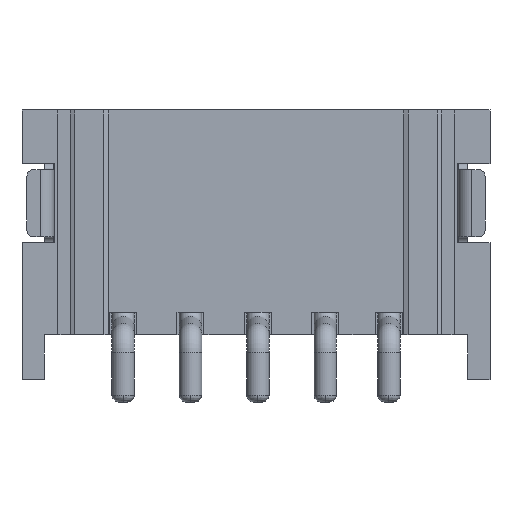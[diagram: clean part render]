
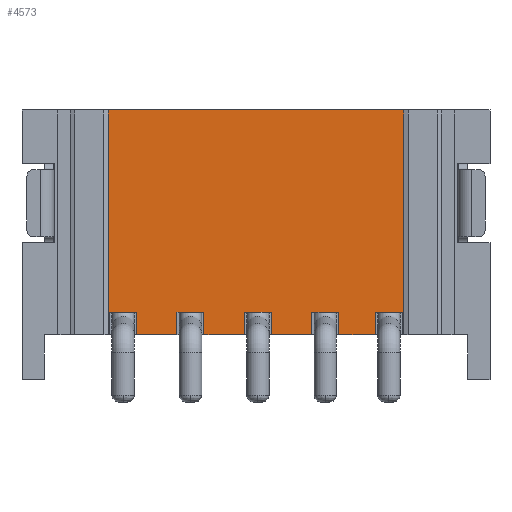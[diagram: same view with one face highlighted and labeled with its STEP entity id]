
A CAD part, front view. The second image highlights one B-rep face of the part: STEP entity #4573.
In plain terms, the highlighted planar face has unit normal (0, -1, 0).
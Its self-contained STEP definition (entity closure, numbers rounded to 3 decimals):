
#2=DIRECTION('',(1.,0.,0.));
#3=VECTOR('',#2,0.817);
#4=CARTESIAN_POINT('',(318.405,-60.455,-5.5));
#5=LINE('',#4,#3);
#50=DIRECTION('',(1.,0.,0.));
#51=VECTOR('',#50,0.9);
#52=CARTESIAN_POINT('',(313.905,-60.455,-5.5));
#53=LINE('',#52,#51);
#58=DIRECTION('',(1.,0.,0.));
#59=VECTOR('',#58,0.9);
#60=CARTESIAN_POINT('',(315.405,-60.455,-5.5));
#61=LINE('',#60,#59);
#66=DIRECTION('',(1.,0.,0.));
#67=VECTOR('',#66,0.9);
#68=CARTESIAN_POINT('',(316.905,-60.455,-5.5));
#69=LINE('',#68,#67);
#74=DIRECTION('',(1.,0.,0.));
#75=VECTOR('',#74,6.567);
#76=CARTESIAN_POINT('',(313.28,-60.455,-0.5));
#77=LINE('',#76,#75);
#78=DIRECTION('',(0.,0.,1.));
#79=VECTOR('',#78,5.);
#80=CARTESIAN_POINT('',(319.847,-60.455,-5.5));
#81=LINE('',#80,#79);
#82=DIRECTION('',(1.,0.,0.));
#83=VECTOR('',#82,0.025);
#84=CARTESIAN_POINT('',(319.822,-60.455,-5.5));
#85=LINE('',#84,#83);
#86=DIRECTION('',(0.,0.,-1.));
#87=VECTOR('',#86,0.5);
#88=CARTESIAN_POINT('',(319.822,-60.455,-5.));
#89=LINE('',#88,#87);
#90=DIRECTION('',(1.,0.,0.));
#91=VECTOR('',#90,0.6);
#92=CARTESIAN_POINT('',(319.222,-60.455,-5.));
#93=LINE('',#92,#91);
#94=DIRECTION('',(0.,0.,1.));
#95=VECTOR('',#94,0.5);
#96=CARTESIAN_POINT('',(319.222,-60.455,-5.5));
#97=LINE('',#96,#95);
#98=DIRECTION('',(0.,0.,-1.));
#99=VECTOR('',#98,0.5);
#100=CARTESIAN_POINT('',(318.405,-60.455,-5.));
#101=LINE('',#100,#99);
#102=DIRECTION('',(1.,0.,0.));
#103=VECTOR('',#102,0.6);
#104=CARTESIAN_POINT('',(317.805,-60.455,-5.));
#105=LINE('',#104,#103);
#106=DIRECTION('',(0.,0.,1.));
#107=VECTOR('',#106,0.5);
#108=CARTESIAN_POINT('',(317.805,-60.455,-5.5));
#109=LINE('',#108,#107);
#110=DIRECTION('',(0.,0.,-1.));
#111=VECTOR('',#110,0.5);
#112=CARTESIAN_POINT('',(316.905,-60.455,-5.));
#113=LINE('',#112,#111);
#114=DIRECTION('',(1.,0.,0.));
#115=VECTOR('',#114,0.6);
#116=CARTESIAN_POINT('',(316.305,-60.455,-5.));
#117=LINE('',#116,#115);
#118=DIRECTION('',(0.,0.,1.));
#119=VECTOR('',#118,0.5);
#120=CARTESIAN_POINT('',(316.305,-60.455,-5.5));
#121=LINE('',#120,#119);
#122=DIRECTION('',(0.,0.,-1.));
#123=VECTOR('',#122,0.5);
#124=CARTESIAN_POINT('',(315.405,-60.455,-5.));
#125=LINE('',#124,#123);
#126=DIRECTION('',(1.,0.,0.));
#127=VECTOR('',#126,0.6);
#128=CARTESIAN_POINT('',(314.805,-60.455,-5.));
#129=LINE('',#128,#127);
#130=DIRECTION('',(0.,0.,1.));
#131=VECTOR('',#130,0.5);
#132=CARTESIAN_POINT('',(314.805,-60.455,-5.5));
#133=LINE('',#132,#131);
#134=DIRECTION('',(0.,0.,-1.));
#135=VECTOR('',#134,0.5);
#136=CARTESIAN_POINT('',(313.905,-60.455,-5.));
#137=LINE('',#136,#135);
#138=DIRECTION('',(1.,0.,0.));
#139=VECTOR('',#138,0.6);
#140=CARTESIAN_POINT('',(313.305,-60.455,-5.));
#141=LINE('',#140,#139);
#142=DIRECTION('',(0.,0.,1.));
#143=VECTOR('',#142,0.5);
#144=CARTESIAN_POINT('',(313.305,-60.455,-5.5));
#145=LINE('',#144,#143);
#146=DIRECTION('',(1.,0.,0.));
#147=VECTOR('',#146,0.025);
#148=CARTESIAN_POINT('',(313.28,-60.455,-5.5));
#149=LINE('',#148,#147);
#2270=DIRECTION('',(0.,0.,1.));
#2271=VECTOR('',#2270,5.);
#2272=CARTESIAN_POINT('',(313.28,-60.455,-5.5));
#2273=LINE('',#2272,#2271);
#3457=CARTESIAN_POINT('',(313.305,-60.455,
-5.));
#3459=VERTEX_POINT('',#3457);
#3462=CARTESIAN_POINT('',(313.305,-60.455,-5.5));
#3463=VERTEX_POINT('',#3462);
#3504=CARTESIAN_POINT('',(313.905,-60.455,
-5.));
#3505=CARTESIAN_POINT('',(313.905,-60.455,-5.5));
#3506=VERTEX_POINT('',#3504);
#3507=VERTEX_POINT('',#3505);
#3545=CARTESIAN_POINT('',(313.28,-60.455,-0.5));
#3547=VERTEX_POINT('',#3545);
#3576=CARTESIAN_POINT('',(313.28,-60.455,-5.5));
#3577=VERTEX_POINT('',#3576);
#4000=CARTESIAN_POINT('',(319.847,-60.455,-0.5));
#4002=VERTEX_POINT('',#4000);
#4006=CARTESIAN_POINT('',(319.847,-60.455,-5.5));
#4007=VERTEX_POINT('',#4006);
#4090=CARTESIAN_POINT('',(319.822,-60.455,
-5.));
#4091=CARTESIAN_POINT('',(319.822,-60.455,-5.5));
#4092=VERTEX_POINT('',#4090);
#4093=VERTEX_POINT('',#4091);
#4094=CARTESIAN_POINT('',(319.222,-60.455,
-5.));
#4095=VERTEX_POINT('',#4094);
#4096=CARTESIAN_POINT('',(319.222,-60.455,-5.5));
#4097=VERTEX_POINT('',#4096);
#4231=CARTESIAN_POINT('',(314.805,-60.455,
-5.));
#4232=VERTEX_POINT('',#4231);
#4233=CARTESIAN_POINT('',(314.805,-60.455,-5.5));
#4234=VERTEX_POINT('',#4233);
#4239=CARTESIAN_POINT('',(315.405,-60.455,
-5.));
#4240=VERTEX_POINT('',#4239);
#4246=CARTESIAN_POINT('',(315.405,-60.455,-5.5));
#4247=VERTEX_POINT('',#4246);
#4302=CARTESIAN_POINT('',(316.305,-60.455,
-5.));
#4303=VERTEX_POINT('',#4302);
#4304=CARTESIAN_POINT('',(316.305,-60.455,-5.5));
#4305=VERTEX_POINT('',#4304);
#4310=CARTESIAN_POINT('',(316.905,-60.455,
-5.));
#4311=VERTEX_POINT('',#4310);
#4317=CARTESIAN_POINT('',(316.905,-60.455,-5.5));
#4318=VERTEX_POINT('',#4317);
#4373=CARTESIAN_POINT('',(317.805,-60.455,
-5.));
#4374=VERTEX_POINT('',#4373);
#4375=CARTESIAN_POINT('',(317.805,-60.455,-5.5));
#4376=VERTEX_POINT('',#4375);
#4381=CARTESIAN_POINT('',(318.405,-60.455,
-5.));
#4382=VERTEX_POINT('',#4381);
#4388=CARTESIAN_POINT('',(318.405,-60.455,-5.5));
#4389=VERTEX_POINT('',#4388);
#4524=CARTESIAN_POINT('',(313.93,-60.455,-6.));
#4525=DIRECTION('',(0.,1.,0.));
#4526=DIRECTION('',(1.,0.,0.));
#4527=AXIS2_PLACEMENT_3D('',#4524,#4525,#4526);
#4528=PLANE('',#4527);
#4530=ORIENTED_EDGE('',*,*,#4529,.T.);
#4532=ORIENTED_EDGE('',*,*,#4531,.F.);
#4533=ORIENTED_EDGE('',*,*,#4449,.F.);
#4535=ORIENTED_EDGE('',*,*,#4534,.F.);
#4537=ORIENTED_EDGE('',*,*,#4536,.F.);
#4539=ORIENTED_EDGE('',*,*,#4538,.F.);
#4540=ORIENTED_EDGE('',*,*,#4441,.F.);
#4542=ORIENTED_EDGE('',*,*,#4541,.F.);
#4544=ORIENTED_EDGE('',*,*,#4543,.F.);
#4546=ORIENTED_EDGE('',*,*,#4545,.F.);
#4547=ORIENTED_EDGE('',*,*,#4513,.F.);
#4549=ORIENTED_EDGE('',*,*,#4548,.F.);
#4551=ORIENTED_EDGE('',*,*,#4550,.F.);
#4553=ORIENTED_EDGE('',*,*,#4552,.F.);
#4554=ORIENTED_EDGE('',*,*,#4505,.F.);
#4556=ORIENTED_EDGE('',*,*,#4555,.F.);
#4558=ORIENTED_EDGE('',*,*,#4557,.F.);
#4560=ORIENTED_EDGE('',*,*,#4559,.F.);
#4561=ORIENTED_EDGE('',*,*,#4497,.F.);
#4563=ORIENTED_EDGE('',*,*,#4562,.F.);
#4565=ORIENTED_EDGE('',*,*,#4564,.F.);
#4567=ORIENTED_EDGE('',*,*,#4566,.F.);
#4568=ORIENTED_EDGE('',*,*,#4489,.F.);
#4570=ORIENTED_EDGE('',*,*,#4569,.T.);
#4571=EDGE_LOOP('',(#4530,#4532,#4533,#4535,#4537,#4539,#4540,#4542,#4544,#4546,
#4547,#4549,#4551,#4553,#4554,#4556,#4558,#4560,#4561,#4563,#4565,#4567,#4568,
#4570));
#4572=FACE_OUTER_BOUND('',#4571,.F.);
#4441=EDGE_CURVE('',#4389,#4097,#5,.T.);
#4449=EDGE_CURVE('',#4093,#4007,#85,.T.);
#4489=EDGE_CURVE('',#3577,#3463,#149,.T.);
#4497=EDGE_CURVE('',#3507,#4234,#53,.T.);
#4505=EDGE_CURVE('',#4247,#4305,#61,.T.);
#4513=EDGE_CURVE('',#4318,#4376,#69,.T.);
#4529=EDGE_CURVE('',#3547,#4002,#77,.T.);
#4531=EDGE_CURVE('',#4007,#4002,#81,.T.);
#4534=EDGE_CURVE('',#4092,#4093,#89,.T.);
#4536=EDGE_CURVE('',#4095,#4092,#93,.T.);
#4538=EDGE_CURVE('',#4097,#4095,#97,.T.);
#4541=EDGE_CURVE('',#4382,#4389,#101,.T.);
#4543=EDGE_CURVE('',#4374,#4382,#105,.T.);
#4545=EDGE_CURVE('',#4376,#4374,#109,.T.);
#4548=EDGE_CURVE('',#4311,#4318,#113,.T.);
#4550=EDGE_CURVE('',#4303,#4311,#117,.T.);
#4552=EDGE_CURVE('',#4305,#4303,#121,.T.);
#4555=EDGE_CURVE('',#4240,#4247,#125,.T.);
#4557=EDGE_CURVE('',#4232,#4240,#129,.T.);
#4559=EDGE_CURVE('',#4234,#4232,#133,.T.);
#4562=EDGE_CURVE('',#3506,#3507,#137,.T.);
#4564=EDGE_CURVE('',#3459,#3506,#141,.T.);
#4566=EDGE_CURVE('',#3463,#3459,#145,.T.);
#4569=EDGE_CURVE('',#3577,#3547,#2273,.T.);
#4573=ADVANCED_FACE('',(#4572),#4528,.F.);
